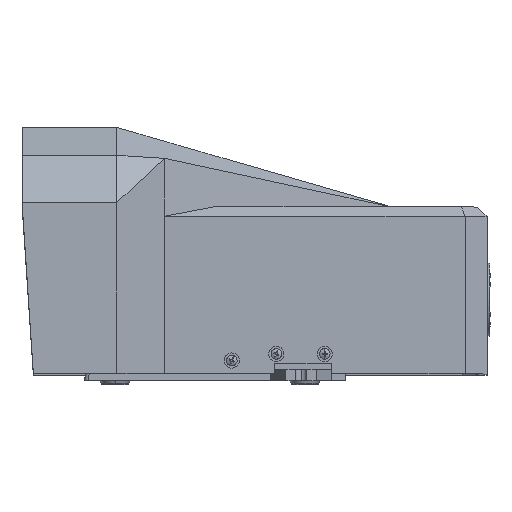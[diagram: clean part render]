
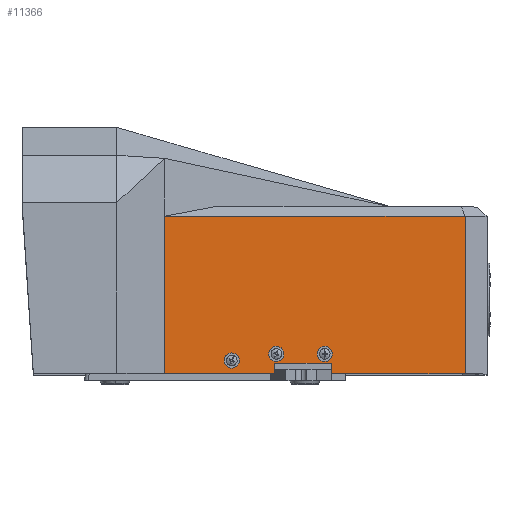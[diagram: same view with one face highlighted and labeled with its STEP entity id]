
A CAD part, top view. The second image highlights one B-rep face of the part: STEP entity #11366.
In plain terms, the highlighted planar face has unit normal (0, 0.007, 1).
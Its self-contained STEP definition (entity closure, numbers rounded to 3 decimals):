
#11 = ORIENTED_EDGE ( 'NONE', *, *, #26453, .T. ) ;
#451 = DIRECTION ( 'NONE',  ( 0., 0.007, 1. ) ) ;
#496 = ORIENTED_EDGE ( 'NONE', *, *, #35839, .T. ) ;
#1064 = CARTESIAN_POINT ( 'NONE',  ( 113.41, -33.777, 43.573 ) ) ;
#1648 = DIRECTION ( 'NONE',  ( 0., 1., -0.007 ) ) ;
#1842 = VERTEX_POINT ( 'NONE', #12560 ) ;
#1847 = CARTESIAN_POINT ( 'NONE',  ( 39.41, -23.277, 43.5 ) ) ;
#1878 = AXIS2_PLACEMENT_3D ( 'NONE', #10012, #451, #22933 ) ;
#1928 = EDGE_CURVE ( 'NONE', #26468, #36180, #35892, .T. ) ;
#2120 = VECTOR ( 'NONE', #28459, 1000. ) ;
#2221 = EDGE_LOOP ( 'NONE', ( #38980, #496 ) ) ;
#2731 = VECTOR ( 'NONE', #33082, 1000. ) ;
#2795 = CARTESIAN_POINT ( 'NONE',  ( -120.09, -33.777, 43.573 ) ) ;
#2914 = CARTESIAN_POINT ( 'NONE',  ( 16.41, -23.277, 43.5 ) ) ;
#3087 = VECTOR ( 'NONE', #32788, 1000. ) ;
#3455 = LINE ( 'NONE', #41533, #35596 ) ;
#3545 = DIRECTION ( 'NONE',  ( 0., -1., 0.007 ) ) ;
#3780 = EDGE_CURVE ( 'NONE', #14245, #1842, #20724, .T. ) ;
#4109 = VECTOR ( 'NONE', #1648, 1000. ) ;
#4183 = ORIENTED_EDGE ( 'NONE', *, *, #12222, .T. ) ;
#4196 = CARTESIAN_POINT ( 'NONE',  ( -9.59, -26.777, 43.525 ) ) ;
#4844 = EDGE_LOOP ( 'NONE', ( #8663, #12823 ) ) ;
#4931 = DIRECTION ( 'NONE',  ( 1., 0., 0. ) ) ;
#5102 = DIRECTION ( 'NONE',  ( -1., 0., 0. ) ) ;
#5336 = VECTOR ( 'NONE', #18288, 1000. ) ;
#6328 = LINE ( 'NONE', #40755, #5336 ) ;
#7017 = DIRECTION ( 'NONE',  ( 0., -0.007, -1. ) ) ;
#7063 = VERTEX_POINT ( 'NONE', #9775 ) ;
#7312 = AXIS2_PLACEMENT_3D ( 'NONE', #31706, #12481, #34930 ) ;
#7404 = DIRECTION ( 'NONE',  ( -1., 0., 0. ) ) ;
#7416 = ORIENTED_EDGE ( 'NONE', *, *, #1928, .T. ) ;
#7962 = CARTESIAN_POINT ( 'NONE',  ( -45.09, -33.777, 43.573 ) ) ;
#8574 = FACE_BOUND ( 'NONE', #2221, .T. ) ;
#8663 = ORIENTED_EDGE ( 'NONE', *, *, #24030, .T. ) ;
#9020 = EDGE_CURVE ( 'NONE', #34751, #16926, #26723, .T. ) ;
#9647 = EDGE_CURVE ( 'NONE', #16834, #24426, #11633, .T. ) ;
#9775 = CARTESIAN_POINT ( 'NONE',  ( 11.41, -23.277, 43.5 ) ) ;
#10012 = CARTESIAN_POINT ( 'NONE',  ( -120.09, -33.777, 43.573 ) ) ;
#10016 = CIRCLE ( 'NONE', #19431, 2.5 ) ;
#11239 = CARTESIAN_POINT ( 'NONE',  ( -120.09, -28.277, 43.535 ) ) ;
#11366 = ADVANCED_FACE ( 'NONE', ( #24645, #32169, #40738, #8574 ), #38927, .T. ) ;
#11633 = LINE ( 'NONE', #29393, #3087 ) ;
#11728 = CIRCLE ( 'NONE', #11948, 2.5 ) ;
#11948 = AXIS2_PLACEMENT_3D ( 'NONE', #31428, #12208, #34674 ) ;
#12208 = DIRECTION ( 'NONE',  ( 0., -0.007, -1. ) ) ;
#12222 = EDGE_CURVE ( 'NONE', #20665, #40675, #10016, .T. ) ;
#12481 = DIRECTION ( 'NONE',  ( 0., -0.007, -1. ) ) ;
#12554 = ORIENTED_EDGE ( 'NONE', *, *, #16212, .T. ) ;
#12560 = CARTESIAN_POINT ( 'NONE',  ( -7.09, -26.777, 43.525 ) ) ;
#12823 = ORIENTED_EDGE ( 'NONE', *, *, #25726, .T. ) ;
#14245 = VERTEX_POINT ( 'NONE', #28242 ) ;
#14422 = CARTESIAN_POINT ( 'NONE',  ( 12.91, -33.777, 43.573 ) ) ;
#15063 = VECTOR ( 'NONE', #3545, 1000. ) ;
#15298 = CARTESIAN_POINT ( 'NONE',  ( 39.41, -23.277, 43.5 ) ) ;
#15760 = VECTOR ( 'NONE', #4931, 1000. ) ;
#15830 = DIRECTION ( 'NONE',  ( 1., 0., 0. ) ) ;
#16212 = EDGE_CURVE ( 'NONE', #34398, #34751, #23606, .T. ) ;
#16311 = CARTESIAN_POINT ( 'NONE',  ( -45.09, -33.777, 43.573 ) ) ;
#16834 = VERTEX_POINT ( 'NONE', #18238 ) ;
#16926 = VERTEX_POINT ( 'NONE', #18914 ) ;
#16960 = EDGE_CURVE ( 'NONE', #24426, #26468, #3455, .T. ) ;
#17117 = CARTESIAN_POINT ( 'NONE',  ( 113.41, 49.221, 42.994 ) ) ;
#18238 = CARTESIAN_POINT ( 'NONE',  ( 42.91, -28.277, 43.535 ) ) ;
#18288 = DIRECTION ( 'NONE',  ( -1., 0., 0. ) ) ;
#18468 = ORIENTED_EDGE ( 'NONE', *, *, #9647, .T. ) ;
#18524 = DIRECTION ( 'NONE',  ( -1., 0., 0. ) ) ;
#18813 = AXIS2_PLACEMENT_3D ( 'NONE', #26241, #7017, #29452 ) ;
#18871 = EDGE_CURVE ( 'NONE', #40675, #20665, #20476, .T. ) ;
#18914 = CARTESIAN_POINT ( 'NONE',  ( 12.91, -33.777, 43.573 ) ) ;
#19431 = AXIS2_PLACEMENT_3D ( 'NONE', #15298, #37745, #18524 ) ;
#19751 = VERTEX_POINT ( 'NONE', #2914 ) ;
#20476 = CIRCLE ( 'NONE', #26183, 2.5 ) ;
#20665 = VERTEX_POINT ( 'NONE', #23598 ) ;
#20724 = CIRCLE ( 'NONE', #21637, 2.5 ) ;
#21637 = AXIS2_PLACEMENT_3D ( 'NONE', #4196, #26628, #7404 ) ;
#22190 = LINE ( 'NONE', #14422, #4109 ) ;
#22933 = DIRECTION ( 'NONE',  ( 1., 0., 0. ) ) ;
#23173 = EDGE_CURVE ( 'NONE', #16926, #28535, #22190, .T. ) ;
#23598 = CARTESIAN_POINT ( 'NONE',  ( 41.91, -23.277, 43.5 ) ) ;
#23606 = LINE ( 'NONE', #16311, #15063 ) ;
#24030 = EDGE_CURVE ( 'NONE', #7063, #19751, #39725, .T. ) ;
#24323 = DIRECTION ( 'NONE',  ( 0., -0.007, -1. ) ) ;
#24426 = VERTEX_POINT ( 'NONE', #29264 ) ;
#24443 = ORIENTED_EDGE ( 'NONE', *, *, #16960, .T. ) ;
#24645 = FACE_OUTER_BOUND ( 'NONE', #26940, .T. ) ;
#25296 = LINE ( 'NONE', #11239, #15760 ) ;
#25726 = EDGE_CURVE ( 'NONE', #19751, #7063, #35014, .T. ) ;
#26183 = AXIS2_PLACEMENT_3D ( 'NONE', #1847, #24323, #5102 ) ;
#26241 = CARTESIAN_POINT ( 'NONE',  ( 13.91, -23.277, 43.5 ) ) ;
#26453 = EDGE_CURVE ( 'NONE', #36180, #34398, #6328, .T. ) ;
#26468 = VERTEX_POINT ( 'NONE', #31178 ) ;
#26628 = DIRECTION ( 'NONE',  ( 0., -0.007, -1. ) ) ;
#26723 = LINE ( 'NONE', #2795, #2120 ) ;
#26940 = EDGE_LOOP ( 'NONE', ( #11, #12554, #27774, #36502, #32876, #18468, #24443, #7416 ) ) ;
#27774 = ORIENTED_EDGE ( 'NONE', *, *, #9020, .T. ) ;
#28242 = CARTESIAN_POINT ( 'NONE',  ( -12.09, -26.777, 43.525 ) ) ;
#28459 = DIRECTION ( 'NONE',  ( 1., 0., 0. ) ) ;
#28535 = VERTEX_POINT ( 'NONE', #38859 ) ;
#29264 = CARTESIAN_POINT ( 'NONE',  ( 42.91, -33.777, 43.573 ) ) ;
#29393 = CARTESIAN_POINT ( 'NONE',  ( 42.91, -33.777, 43.573 ) ) ;
#29452 = DIRECTION ( 'NONE',  ( -1., 0., 0. ) ) ;
#31178 = CARTESIAN_POINT ( 'NONE',  ( 113.41, -33.777, 43.573 ) ) ;
#31428 = CARTESIAN_POINT ( 'NONE',  ( -9.59, -26.777, 43.525 ) ) ;
#31706 = CARTESIAN_POINT ( 'NONE',  ( 13.91, -23.277, 43.5 ) ) ;
#32169 = FACE_BOUND ( 'NONE', #40097, .T. ) ;
#32788 = DIRECTION ( 'NONE',  ( 0., -1., 0.007 ) ) ;
#32876 = ORIENTED_EDGE ( 'NONE', *, *, #35701, .T. ) ;
#33082 = DIRECTION ( 'NONE',  ( 0., 1., -0.007 ) ) ;
#34398 = VERTEX_POINT ( 'NONE', #40586 ) ;
#34674 = DIRECTION ( 'NONE',  ( -1., 0., 0. ) ) ;
#34751 = VERTEX_POINT ( 'NONE', #7962 ) ;
#34930 = DIRECTION ( 'NONE',  ( -1., 0., 0. ) ) ;
#35014 = CIRCLE ( 'NONE', #7312, 2.5 ) ;
#35596 = VECTOR ( 'NONE', #15830, 1000. ) ;
#35701 = EDGE_CURVE ( 'NONE', #28535, #16834, #25296, .T. ) ;
#35839 = EDGE_CURVE ( 'NONE', #1842, #14245, #11728, .T. ) ;
#35892 = LINE ( 'NONE', #1064, #2731 ) ;
#36180 = VERTEX_POINT ( 'NONE', #17117 ) ;
#36502 = ORIENTED_EDGE ( 'NONE', *, *, #23173, .T. ) ;
#37745 = DIRECTION ( 'NONE',  ( 0., -0.007, -1. ) ) ;
#38859 = CARTESIAN_POINT ( 'NONE',  ( 12.91, -28.277, 43.535 ) ) ;
#38927 = PLANE ( 'NONE',  #1878 ) ;
#38980 = ORIENTED_EDGE ( 'NONE', *, *, #3780, .T. ) ;
#39725 = CIRCLE ( 'NONE', #18813, 2.5 ) ;
#40097 = EDGE_LOOP ( 'NONE', ( #41122, #4183 ) ) ;
#40547 = CARTESIAN_POINT ( 'NONE',  ( 36.91, -23.277, 43.5 ) ) ;
#40586 = CARTESIAN_POINT ( 'NONE',  ( -45.09, 49.221, 42.994 ) ) ;
#40675 = VERTEX_POINT ( 'NONE', #40547 ) ;
#40738 = FACE_BOUND ( 'NONE', #4844, .T. ) ;
#40755 = CARTESIAN_POINT ( 'NONE',  ( -120.09, 49.221, 42.994 ) ) ;
#41122 = ORIENTED_EDGE ( 'NONE', *, *, #18871, .T. ) ;
#41533 = CARTESIAN_POINT ( 'NONE',  ( -120.09, -33.777, 43.573 ) ) ;
